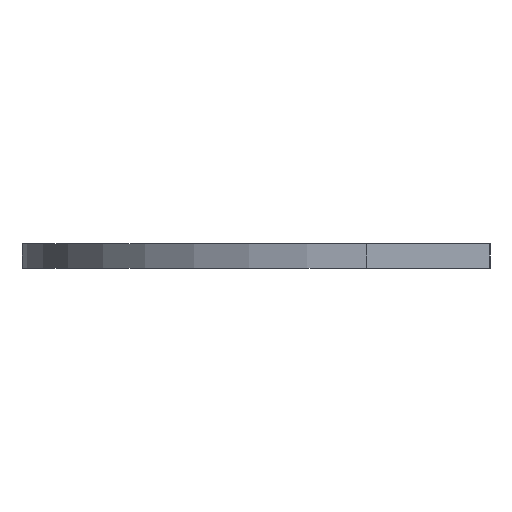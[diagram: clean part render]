
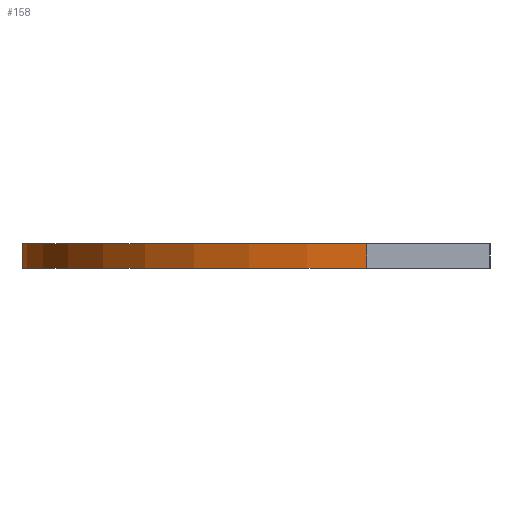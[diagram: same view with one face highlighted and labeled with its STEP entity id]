
A CAD part, left-side view. The second image highlights one B-rep face of the part: STEP entity #158.
In plain terms, the highlighted cylindrical face has radius 1.4 mm (diameter 2.8 mm), a partial arc.
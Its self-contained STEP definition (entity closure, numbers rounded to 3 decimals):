
#2 = CIRCLE ( 'NONE', #77, 1.4 ) ;
#47 = EDGE_CURVE ( 'NONE', #91, #658, #2, .T. ) ;
#66 = DIRECTION ( 'NONE',  ( 0., 0., 1. ) ) ;
#77 = AXIS2_PLACEMENT_3D ( 'NONE', #752, #1232, #823 ) ;
#83 = CARTESIAN_POINT ( 'NONE',  ( -6.65, -14.75, 17. ) ) ;
#91 = VERTEX_POINT ( 'NONE', #836 ) ;
#96 = CARTESIAN_POINT ( 'NONE',  ( -6.65, -14.75, 17. ) ) ;
#100 = CARTESIAN_POINT ( 'NONE',  ( -5.25, -13.35, 17. ) ) ;
#158 = ADVANCED_FACE ( 'NONE', ( #1110 ), #586, .T. ) ;
#168 = ORIENTED_EDGE ( 'NONE', *, *, #47, .F. ) ;
#197 = LINE ( 'NONE', #96, #380 ) ;
#205 = LINE ( 'NONE', #100, #1040 ) ;
#278 = ORIENTED_EDGE ( 'NONE', *, *, #1277, .T. ) ;
#380 = VECTOR ( 'NONE', #1198, 1000. ) ;
#487 = EDGE_CURVE ( 'NONE', #658, #851, #197, .T. ) ;
#551 = CARTESIAN_POINT ( 'NONE',  ( -6.65, -14.75, 16.9 ) ) ;
#582 = DIRECTION ( 'NONE',  ( 0., 0., -1. ) ) ;
#586 = CYLINDRICAL_SURFACE ( 'NONE', #659, 1.4 ) ;
#590 = CARTESIAN_POINT ( 'NONE',  ( -5.25, -13.35, 16.9 ) ) ;
#612 = AXIS2_PLACEMENT_3D ( 'NONE', #666, #66, #686 ) ;
#658 = VERTEX_POINT ( 'NONE', #83 ) ;
#659 = AXIS2_PLACEMENT_3D ( 'NONE', #891, #790, #994 ) ;
#666 = CARTESIAN_POINT ( 'NONE',  ( -5.25, -14.75, 16.9 ) ) ;
#686 = DIRECTION ( 'NONE',  ( 1., 0., 0. ) ) ;
#752 = CARTESIAN_POINT ( 'NONE',  ( -5.25, -14.75, 17. ) ) ;
#790 = DIRECTION ( 'NONE',  ( 0., 0., 1. ) ) ;
#823 = DIRECTION ( 'NONE',  ( 1., 0., 0. ) ) ;
#836 = CARTESIAN_POINT ( 'NONE',  ( -5.25, -13.35, 17. ) ) ;
#851 = VERTEX_POINT ( 'NONE', #551 ) ;
#891 = CARTESIAN_POINT ( 'NONE',  ( -5.25, -14.75, 17. ) ) ;
#932 = VERTEX_POINT ( 'NONE', #590 ) ;
#941 = EDGE_CURVE ( 'NONE', #91, #932, #205, .T. ) ;
#950 = EDGE_LOOP ( 'NONE', ( #278, #962, #168, #1177 ) ) ;
#962 = ORIENTED_EDGE ( 'NONE', *, *, #487, .F. ) ;
#994 = DIRECTION ( 'NONE',  ( -1., 0., 0. ) ) ;
#1040 = VECTOR ( 'NONE', #582, 1000. ) ;
#1110 = FACE_OUTER_BOUND ( 'NONE', #950, .T. ) ;
#1177 = ORIENTED_EDGE ( 'NONE', *, *, #941, .T. ) ;
#1185 = CIRCLE ( 'NONE', #612, 1.4 ) ;
#1198 = DIRECTION ( 'NONE',  ( 0., 0., -1. ) ) ;
#1232 = DIRECTION ( 'NONE',  ( 0., 0., 1. ) ) ;
#1277 = EDGE_CURVE ( 'NONE', #932, #851, #1185, .T. ) ;
